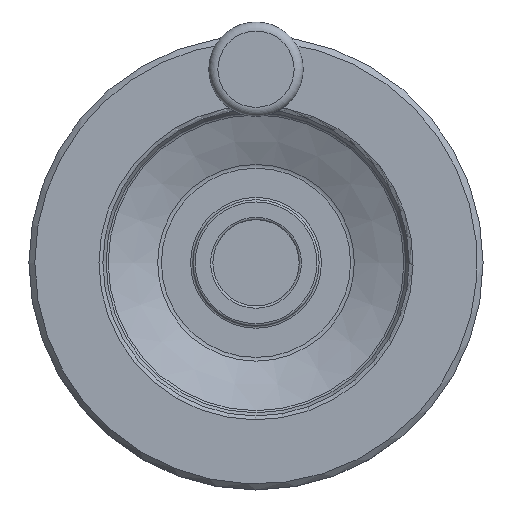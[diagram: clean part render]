
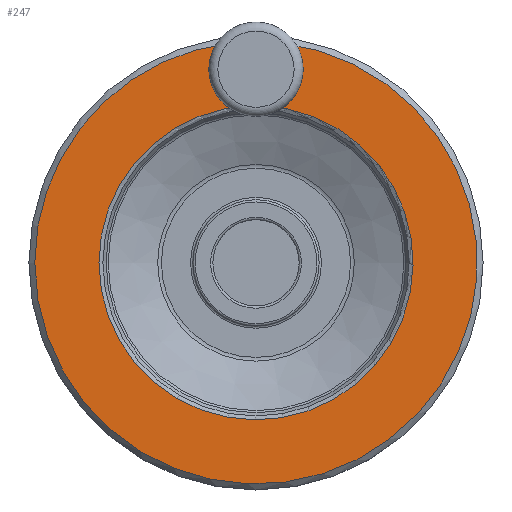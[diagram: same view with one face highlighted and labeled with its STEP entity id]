
A CAD part, top view. The second image highlights one B-rep face of the part: STEP entity #247.
In plain terms, the highlighted planar face has unit normal (0, 0, 1).
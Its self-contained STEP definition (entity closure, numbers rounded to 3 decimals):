
#247 = ADVANCED_FACE( '', ( #632 ), #633, .F. );
#632 = FACE_OUTER_BOUND( '', #1795, .T. );
#633 = PLANE( '', #1796 );
#1795 = EDGE_LOOP( '', ( #3894, #3895, #3896, #3897 ) );
#1796 = AXIS2_PLACEMENT_3D( '', #3898, #3899, #3900 );
#3894 = ORIENTED_EDGE( '', *, *, #4936, .T. );
#3895 = ORIENTED_EDGE( '', *, *, #4937, .T. );
#3896 = ORIENTED_EDGE( '', *, *, #4938, .T. );
#3897 = ORIENTED_EDGE( '', *, *, #4939, .T. );
#3898 = CARTESIAN_POINT( '', ( 0., 50., 24. ) );
#3899 = DIRECTION( '', ( 0., 0., -1. ) );
#3900 = DIRECTION( '', ( -1., 0., 0. ) );
#4936 = EDGE_CURVE( '', #5461, #5462, #5463, .F. );
#4937 = EDGE_CURVE( '', #5462, #5464, #5465, .F. );
#4938 = EDGE_CURVE( '', #5464, #5466, #5467, .T. );
#4939 = EDGE_CURVE( '', #5466, #5461, #5468, .F. );
#5461 = VERTEX_POINT( '', #6465 );
#5462 = VERTEX_POINT( '', #6466 );
#5463 = CIRCLE( '', #6467, 48.7 );
#5464 = VERTEX_POINT( '', #6468 );
#5465 = CIRCLE( '', #6469, 8. );
#5466 = VERTEX_POINT( '', #6470 );
#5467 = CIRCLE( '', #6471, 34.577 );
#5468 = CIRCLE( '', #6472, 8. );
#6465 = CARTESIAN_POINT( '', ( -5.404, 48.399, 24. ) );
#6466 = CARTESIAN_POINT( '', ( 5.404, 48.399, 24. ) );
#6467 = AXIS2_PLACEMENT_3D( '', #7907, #7908, #7909 );
#6468 = CARTESIAN_POINT( '', ( 1.001, 34.563, 24. ) );
#6469 = AXIS2_PLACEMENT_3D( '', #7910, #7911, #7912 );
#6470 = CARTESIAN_POINT( '', ( -1.001, 34.563, 24. ) );
#6471 = AXIS2_PLACEMENT_3D( '', #7913, #7914, #7915 );
#6472 = AXIS2_PLACEMENT_3D( '', #7916, #7917, #7918 );
#7907 = CARTESIAN_POINT( '', ( 0., 0., 24. ) );
#7908 = DIRECTION( '', ( 0., 0., -1. ) );
#7909 = DIRECTION( '', ( -1., 0., 0. ) );
#7910 = CARTESIAN_POINT( '', ( 0., 42.5, 24. ) );
#7911 = DIRECTION( '', ( 0., 0., 1. ) );
#7912 = DIRECTION( '', ( -1., 0., 0. ) );
#7913 = CARTESIAN_POINT( '', ( 0., 0., 24. ) );
#7914 = DIRECTION( '', ( 0., 0., -1. ) );
#7915 = DIRECTION( '', ( -1., 0., 0. ) );
#7916 = CARTESIAN_POINT( '', ( 0., 42.5, 24. ) );
#7917 = DIRECTION( '', ( 0., 0., 1. ) );
#7918 = DIRECTION( '', ( -1., 0., 0. ) );
